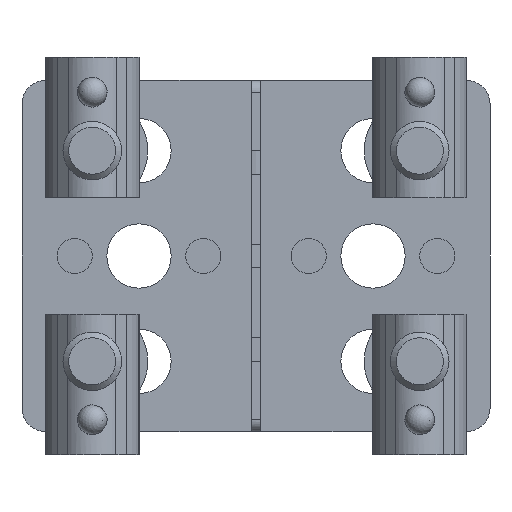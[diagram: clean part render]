
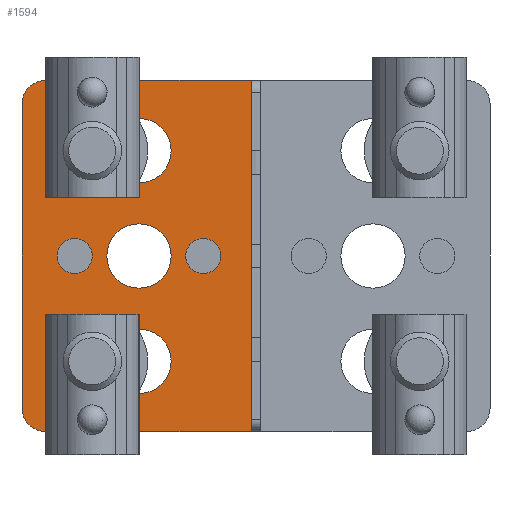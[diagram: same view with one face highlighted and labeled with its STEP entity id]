
A CAD part, front view. The second image highlights one B-rep face of the part: STEP entity #1594.
In plain terms, the highlighted planar face has unit normal (0, -1, 0).
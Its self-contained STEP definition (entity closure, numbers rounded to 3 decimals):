
#954=CARTESIAN_POINT('',(20.0,-7.5,2.0));
#955=VERTEX_POINT('',#954);
#962=CARTESIAN_POINT('',(18.0,-7.5,0.0));
#963=VERTEX_POINT('',#962);
#964=CARTESIAN_POINT('',(18.0,-7.5,2.0));
#965=DIRECTION('',(0.0,1.0,0.0));
#966=DIRECTION('',(0.707,0.0,-0.707));
#967=AXIS2_PLACEMENT_3D('',#964,#965,#966);
#968=CIRCLE('',#967,2.0);
#969=EDGE_CURVE('',#955,#963,#968,.T.);
#986=CARTESIAN_POINT('',(20.0,-7.5,28.0));
#987=VERTEX_POINT('',#986);
#994=CARTESIAN_POINT('',(20.0,-7.5,2.0));
#995=DIRECTION('',(0.0,0.0,1.0));
#996=VECTOR('',#995,26.0);
#997=LINE('',#994,#996);
#998=EDGE_CURVE('',#955,#987,#997,.T.);
#1010=CARTESIAN_POINT('',(18.0,-7.5,30.0));
#1011=VERTEX_POINT('',#1010);
#1018=CARTESIAN_POINT('',(18.0,-7.5,28.0));
#1019=DIRECTION('',(0.0,1.0,0.0));
#1020=DIRECTION('',(0.707,0.0,0.707));
#1021=AXIS2_PLACEMENT_3D('',#1018,#1019,#1020);
#1022=CIRCLE('',#1021,2.0);
#1023=EDGE_CURVE('',#1011,#987,#1022,.T.);
#1034=CARTESIAN_POINT('',(0.4,-7.5,30.0));
#1035=VERTEX_POINT('',#1034);
#1042=CARTESIAN_POINT('',(18.0,-7.5,30.0));
#1043=DIRECTION('',(-1.0,0.0,0.0));
#1044=VECTOR('',#1043,17.6);
#1045=LINE('',#1042,#1044);
#1046=EDGE_CURVE('',#1011,#1035,#1045,.T.);
#1083=CARTESIAN_POINT('',(6.,-7.5,15.0));
#1084=VERTEX_POINT('',#1083);
#1085=CARTESIAN_POINT('',(4.5,-7.5,15.0));
#1086=DIRECTION('',(0.0,1.0,0.0));
#1087=DIRECTION('',(-1.0,0.0,0.0));
#1088=AXIS2_PLACEMENT_3D('',#1085,#1086,#1087);
#1089=CIRCLE('',#1088,1.5);
#1090=EDGE_CURVE('',#1084,#1084,#1089,.T.);
#1120=CARTESIAN_POINT('',(17.0,-7.5,15.0));
#1121=VERTEX_POINT('',#1120);
#1122=CARTESIAN_POINT('',(15.5,-7.5,15.0));
#1123=DIRECTION('',(0.0,1.0,0.0));
#1124=DIRECTION('',(-1.0,0.0,0.0));
#1125=AXIS2_PLACEMENT_3D('',#1122,#1123,#1124);
#1126=CIRCLE('',#1125,1.5);
#1127=EDGE_CURVE('',#1121,#1121,#1126,.T.);
#1147=CARTESIAN_POINT('',(14.,-7.5,26.75));
#1148=VERTEX_POINT('',#1147);
#1155=CARTESIAN_POINT('',(10.,-7.5,26.75));
#1156=VERTEX_POINT('',#1155);
#1157=CARTESIAN_POINT('',(10.0,-7.5,26.75));
#1158=DIRECTION('',(1.0,0.0,0.0));
#1159=VECTOR('',#1158,4.);
#1160=LINE('',#1157,#1159);
#1161=EDGE_CURVE('',#1156,#1148,#1160,.T.);
#1179=CARTESIAN_POINT('',(10.,-7.5,21.25));
#1180=VERTEX_POINT('',#1179);
#1181=CARTESIAN_POINT('',(10.,-7.5,24.0));
#1182=DIRECTION('',(0.0,1.0,0.0));
#1183=DIRECTION('',(0.0,0.0,1.0));
#1184=AXIS2_PLACEMENT_3D('',#1181,#1182,#1183);
#1185=CIRCLE('',#1184,2.75);
#1186=EDGE_CURVE('',#1180,#1156,#1185,.T.);
#1204=CARTESIAN_POINT('',(14.,-7.5,21.25));
#1205=VERTEX_POINT('',#1204);
#1206=CARTESIAN_POINT('',(14.,-7.5,21.25));
#1207=DIRECTION('',(-1.0,0.0,0.0));
#1208=VECTOR('',#1207,4.0);
#1209=LINE('',#1206,#1208);
#1210=EDGE_CURVE('',#1205,#1180,#1209,.T.);
#1228=CARTESIAN_POINT('',(14.,-7.5,24.0));
#1229=DIRECTION('',(0.0,1.0,0.0));
#1230=DIRECTION('',(0.0,0.0,-1.0));
#1231=AXIS2_PLACEMENT_3D('',#1228,#1229,#1230);
#1232=CIRCLE('',#1231,2.75);
#1233=EDGE_CURVE('',#1148,#1205,#1232,.T.);
#1247=CARTESIAN_POINT('',(12.75,-7.5,15.0));
#1248=VERTEX_POINT('',#1247);
#1249=CARTESIAN_POINT('',(10.,-7.5,15.0));
#1250=DIRECTION('',(0.0,1.0,0.0));
#1251=DIRECTION('',(-1.0,0.0,0.0));
#1252=AXIS2_PLACEMENT_3D('',#1249,#1250,#1251);
#1253=CIRCLE('',#1252,2.75);
#1254=EDGE_CURVE('',#1248,#1248,#1253,.T.);
#1265=CARTESIAN_POINT('',(14.,-7.5,8.75));
#1266=VERTEX_POINT('',#1265);
#1273=CARTESIAN_POINT('',(10.,-7.5,8.75));
#1274=VERTEX_POINT('',#1273);
#1275=CARTESIAN_POINT('',(10.0,-7.5,8.75));
#1276=DIRECTION('',(1.0,0.0,0.0));
#1277=VECTOR('',#1276,4.);
#1278=LINE('',#1275,#1277);
#1279=EDGE_CURVE('',#1274,#1266,#1278,.T.);
#1297=CARTESIAN_POINT('',(10.,-7.5,3.25));
#1298=VERTEX_POINT('',#1297);
#1299=CARTESIAN_POINT('',(10.,-7.5,6.));
#1300=DIRECTION('',(0.0,1.0,0.0));
#1301=DIRECTION('',(0.0,0.0,1.0));
#1302=AXIS2_PLACEMENT_3D('',#1299,#1300,#1301);
#1303=CIRCLE('',#1302,2.75);
#1304=EDGE_CURVE('',#1298,#1274,#1303,.T.);
#1322=CARTESIAN_POINT('',(14.,-7.5,3.25));
#1323=VERTEX_POINT('',#1322);
#1324=CARTESIAN_POINT('',(14.,-7.5,3.25));
#1325=DIRECTION('',(-1.0,0.0,0.0));
#1326=VECTOR('',#1325,4.);
#1327=LINE('',#1324,#1326);
#1328=EDGE_CURVE('',#1323,#1298,#1327,.T.);
#1346=CARTESIAN_POINT('',(14.,-7.5,6.));
#1347=DIRECTION('',(0.0,1.0,0.0));
#1348=DIRECTION('',(0.0,0.0,-1.0));
#1349=AXIS2_PLACEMENT_3D('',#1346,#1347,#1348);
#1350=CIRCLE('',#1349,2.75);
#1351=EDGE_CURVE('',#1266,#1323,#1350,.T.);
#1390=CARTESIAN_POINT('',(0.4,-7.5,0.0));
#1391=VERTEX_POINT('',#1390);
#1398=CARTESIAN_POINT('',(0.4,-7.5,0.0));
#1399=DIRECTION('',(0.0,0.0,1.0));
#1400=VECTOR('',#1399,30.0);
#1401=LINE('',#1398,#1400);
#1402=EDGE_CURVE('',#1391,#1035,#1401,.T.);
#1440=CARTESIAN_POINT('',(0.4,-7.5,0.0));
#1441=DIRECTION('',(1.0,0.0,0.0));
#1442=VECTOR('',#1441,17.6);
#1443=LINE('',#1440,#1442);
#1444=EDGE_CURVE('',#1391,#963,#1443,.T.);
#1560=CARTESIAN_POINT('',(20.0,-7.5,0.0));
#1561=DIRECTION('',(0.0,-1.0,0.0));
#1562=DIRECTION('',(0.0,0.0,-1.0));
#1563=AXIS2_PLACEMENT_3D('',#1560,#1561,#1562);
#1564=PLANE('',#1563);
#1565=ORIENTED_EDGE('',*,*,#969,.F.);
#1566=ORIENTED_EDGE('',*,*,#998,.T.);
#1567=ORIENTED_EDGE('',*,*,#1023,.F.);
#1568=ORIENTED_EDGE('',*,*,#1046,.T.);
#1569=ORIENTED_EDGE('',*,*,#1402,.F.);
#1570=ORIENTED_EDGE('',*,*,#1444,.T.);
#1571=EDGE_LOOP('',(#1565,#1566,#1567,#1568,#1569,#1570));
#1572=FACE_OUTER_BOUND('',#1571,.T.);
#1573=ORIENTED_EDGE('',*,*,#1090,.T.);
#1574=EDGE_LOOP('',(#1573));
#1575=FACE_BOUND('',#1574,.T.);
#1576=ORIENTED_EDGE('',*,*,#1127,.T.);
#1577=EDGE_LOOP('',(#1576));
#1578=FACE_BOUND('',#1577,.T.);
#1579=ORIENTED_EDGE('',*,*,#1210,.T.);
#1580=ORIENTED_EDGE('',*,*,#1186,.T.);
#1581=ORIENTED_EDGE('',*,*,#1161,.T.);
#1582=ORIENTED_EDGE('',*,*,#1233,.T.);
#1583=EDGE_LOOP('',(#1579,#1580,#1581,#1582));
#1584=FACE_BOUND('',#1583,.T.);
#1585=ORIENTED_EDGE('',*,*,#1254,.T.);
#1586=EDGE_LOOP('',(#1585));
#1587=FACE_BOUND('',#1586,.T.);
#1588=ORIENTED_EDGE('',*,*,#1328,.T.);
#1589=ORIENTED_EDGE('',*,*,#1304,.T.);
#1590=ORIENTED_EDGE('',*,*,#1279,.T.);
#1591=ORIENTED_EDGE('',*,*,#1351,.T.);
#1592=EDGE_LOOP('',(#1588,#1589,#1590,#1591));
#1593=FACE_BOUND('',#1592,.T.);
#1594=ADVANCED_FACE('',(#1572,#1575,#1578,#1584,#1587,#1593),#1564,.T.);
